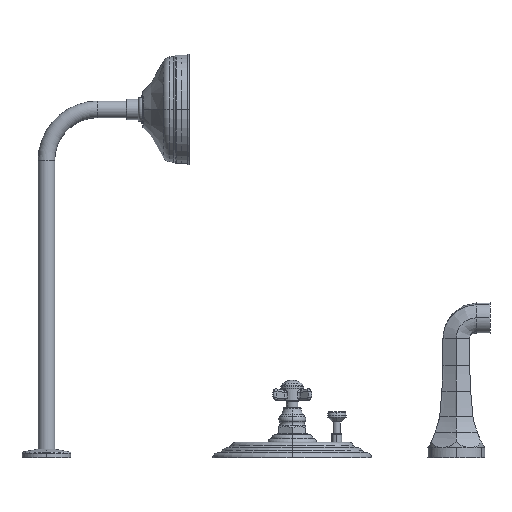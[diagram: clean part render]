
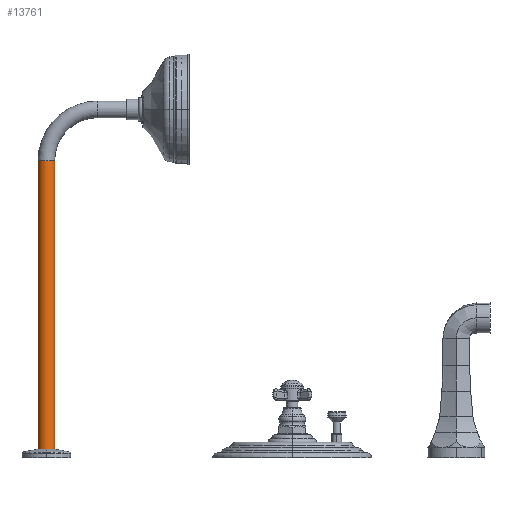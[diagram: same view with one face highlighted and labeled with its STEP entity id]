
A CAD part, left-side view. The second image highlights one B-rep face of the part: STEP entity #13761.
In plain terms, the highlighted cylindrical face has radius 10.319 mm (diameter 20.637 mm), a partial arc.
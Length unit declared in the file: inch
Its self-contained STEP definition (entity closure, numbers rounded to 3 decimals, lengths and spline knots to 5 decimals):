
#5860=DIRECTION('',(0.,0.,1.));
#5861=VECTOR('',#5860,14.11453);
#5862=CARTESIAN_POINT('',(0.,11.59375,0.38947));
#5863=LINE('',#5862,#5861);
#5864=CARTESIAN_POINT('',(0.,12.,0.38947));
#5865=DIRECTION('',(0.,0.,1.));
#5866=DIRECTION('',(0.,1.,0.));
#5867=AXIS2_PLACEMENT_3D('',#5864,#5865,#5866);
#5962=DIRECTION('',(0.,0.,1.));
#5963=VECTOR('',#5962,14.11453);
#5964=CARTESIAN_POINT('',(0.,12.40625,0.38947));
#5965=LINE('',#5964,#5963);
#5966=CARTESIAN_POINT('',(0.,12.,14.504));
#5967=DIRECTION('',(0.,0.,1.));
#5968=DIRECTION('',(0.,1.,0.));
#5969=AXIS2_PLACEMENT_3D('',#5966,#5967,#5968);
#10837=CARTESIAN_POINT('',(0.,12.40625,14.504));
#10838=CARTESIAN_POINT('',(0.,11.59375,14.504));
#10839=VERTEX_POINT('',#10837);
#10840=VERTEX_POINT('',#10838);
#10845=CARTESIAN_POINT('',(0.,12.40625,0.38947));
#10846=CARTESIAN_POINT('',(0.,11.59375,0.38947));
#10847=VERTEX_POINT('',#10845);
#10848=VERTEX_POINT('',#10846);
#13749=CARTESIAN_POINT('',(0.,12.,-0.59));
#13750=DIRECTION('',(0.,0.,1.));
#13751=DIRECTION('',(0.,1.,0.));
#13752=AXIS2_PLACEMENT_3D('',#13749,#13750,#13751);
#13753=CYLINDRICAL_SURFACE('',#13752,0.40625);
#13754=ORIENTED_EDGE('',*,*,#13597,.F.);
#13755=ORIENTED_EDGE('',*,*,#13581,.T.);
#13757=ORIENTED_EDGE('',*,*,#13756,.T.);
#13758=ORIENTED_EDGE('',*,*,#13578,.F.);
#13759=EDGE_LOOP('',(#13754,#13755,#13757,#13758));
#13760=FACE_OUTER_BOUND('',#13759,.F.);
#13761=ADVANCED_FACE('',(#13760),#13753,.T.);
#5868=CIRCLE('',#5867,0.40625);
#5970=CIRCLE('',#5969,0.40625);
#13578=EDGE_CURVE('',#10848,#10840,#5863,.T.);
#13581=EDGE_CURVE('',#10847,#10839,#5965,.T.);
#13597=EDGE_CURVE('',#10847,#10848,#5868,.T.);
#13756=EDGE_CURVE('',#10839,#10840,#5970,.T.);
